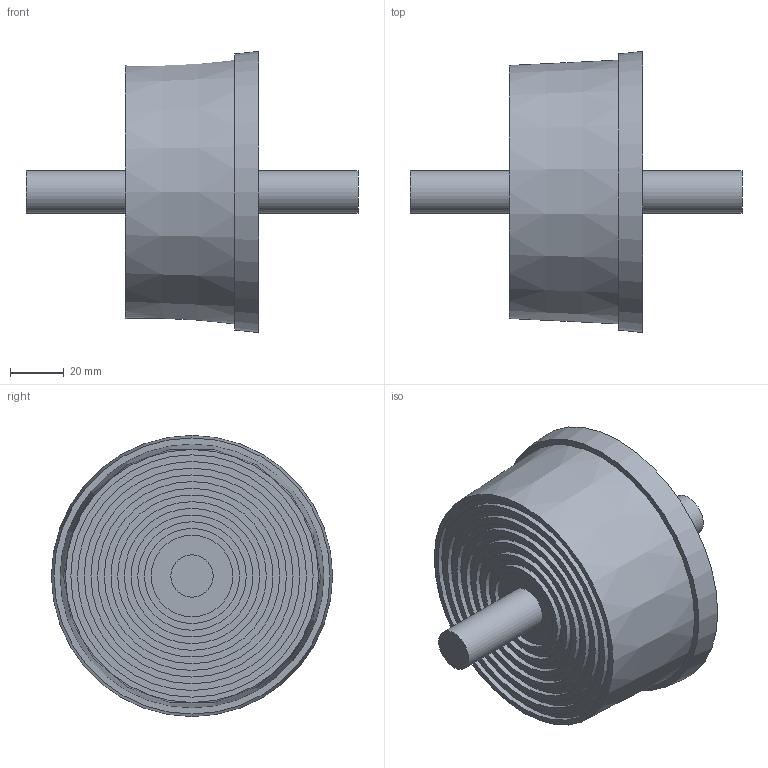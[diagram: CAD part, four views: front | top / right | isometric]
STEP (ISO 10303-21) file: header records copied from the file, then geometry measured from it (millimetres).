
FILE_DESCRIPTION(/* description */ (''),/* implementation_level */ '2;1');
FILE_NAME(/* name */ 'PR7-M16-100.stp',/* time_stamp */ '2024-10-21T15:23:28+09:00',/* author */ ('user'),/* organization */ (''),/* preprocessor_version */ 'ST-DEVELOPER v15.6',/* originating_system */ 'Autodesk Inventor 2015',/* authorisation */ '');
FILE_SCHEMA (('AUTOMOTIVE_DESIGN { 1 0 10303 214 3 1 1 }'));
Length unit declared in the file: millimetre
Products named in the file (1): PR7-M16-100
Bounding box: 124 x 105 x 105 mm (x, y, z)
Volume: 375090.5 mm3; surface area: 46933.6 mm2
Topology: 1 solids, 1 shells, 65 faces, 98 edges, 66 vertices
Faces by surface type: plane 33, cylinder 30, cone 2
Full cylindrical faces by diameter (mm): 15.8 x2, 30.5 x1, 32 x1, 35.5 x1, 37 x1, 40.5 x1, 42 x1, 45.5 x1, 47 x1, 50.5 x1, 52 x1, 55.5 x1, 57 x1, 60.5 x1, 62 x1, 65.5 x1, 67 x1, 70.5 x1, 72 x1, 75.5 x1, 77 x1, 80.5 x1, 82 x1, 85.5 x1, 87 x1, 90.5 x1, 92 x1, 97 x1, 102 x1
Entity records: 1318 total; most frequent: DIRECTION 260, CARTESIAN_POINT 194, AXIS2_PLACEMENT_3D 130, EDGE_LOOP 128, ORIENTED_EDGE 128, FACE_OUTER_BOUND 65, ADVANCED_FACE 65, CIRCLE 64
